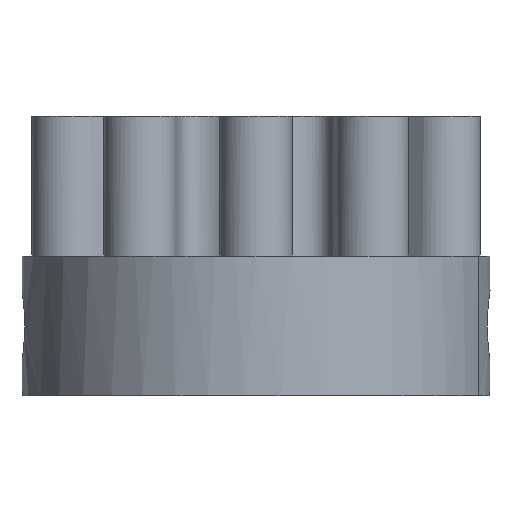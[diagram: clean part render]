
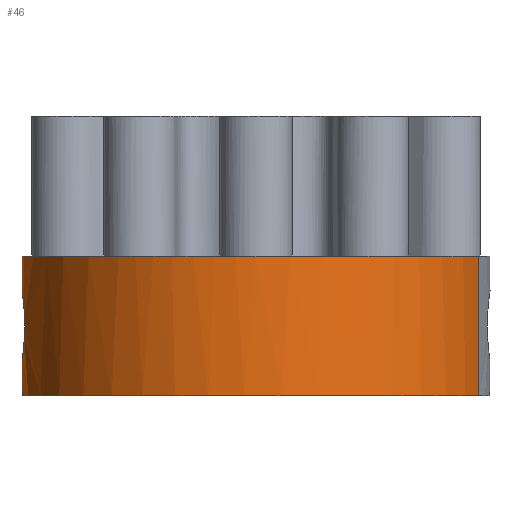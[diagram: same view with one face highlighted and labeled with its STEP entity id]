
A CAD part, front view. The second image highlights one B-rep face of the part: STEP entity #46.
In plain terms, the highlighted free-form (B-spline) face has degree [2, 1] with [5, 2] control points.
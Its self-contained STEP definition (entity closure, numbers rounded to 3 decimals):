
#27=FACE_BOUND('',#94,.T.);
#46=ADVANCED_FACE('',(#68,#27),#364,.T.);
#68=FACE_OUTER_BOUND('',#93,.T.);
#93=EDGE_LOOP('',(#176,#177,#178,#179,#180,#181,#182,#183));
#94=EDGE_LOOP('',(#184,#185));
#176=ORIENTED_EDGE('',*,*,#226,.T.);
#177=ORIENTED_EDGE('',*,*,#225,.T.);
#178=ORIENTED_EDGE('',*,*,#224,.T.);
#179=ORIENTED_EDGE('',*,*,#223,.T.);
#180=ORIENTED_EDGE('',*,*,#222,.T.);
#181=ORIENTED_EDGE('',*,*,#210,.T.);
#182=ORIENTED_EDGE('',*,*,#247,.F.);
#183=ORIENTED_EDGE('',*,*,#246,.F.);
#184=ORIENTED_EDGE('',*,*,#234,.T.);
#185=ORIENTED_EDGE('',*,*,#255,.T.);
#210=EDGE_CURVE('',#319,#316,#276,.T.);
#222=EDGE_CURVE('',#318,#319,#288,.T.);
#223=EDGE_CURVE('',#317,#318,#289,.T.);
#224=EDGE_CURVE('',#326,#317,#290,.T.);
#225=EDGE_CURVE('',#325,#326,#291,.T.);
#226=EDGE_CURVE('',#324,#325,#292,.T.);
#234=EDGE_CURVE('',#329,#342,#260,.T.);
#246=EDGE_CURVE('',#324,#337,#306,.T.);
#247=EDGE_CURVE('',#337,#316,#307,.T.);
#255=EDGE_CURVE('',#342,#329,#268,.T.);
#260=B_SPLINE_CURVE_WITH_KNOTS('',3,(#1813,#1814,#1815,#1816,#1817,#1818,
#1819,#1820,#1821,#1822,#1823,#1824,#1825,#1826,#1827,#1828,#1829,#1830,
#1831),.UNSPECIFIED.,.F.,.F.,(4,2,2,2,3,2,2,2,4),(0.,0.594,
1.187,1.781,2.375,2.969,3.562,
4.156,4.75),.UNSPECIFIED.);
#268=B_SPLINE_CURVE_WITH_KNOTS('',3,(#2144,#2145,#2146,#2147,#2148,#2149,
#2150,#2151,#2152,#2153,#2154,#2155,#2156,#2157,#2158,#2159,#2160,#2161,
#2162),.UNSPECIFIED.,.F.,.F.,(4,2,2,2,3,2,2,2,4),(4.75,5.344,
5.937,6.531,7.125,7.718,8.312,
8.905,9.499),.UNSPECIFIED.);
#276=(
BOUNDED_CURVE()
B_SPLINE_CURVE(1,(#1438,#1439),.UNSPECIFIED.,.F.,.F.)
B_SPLINE_CURVE_WITH_KNOTS((2,2),(0.,6.),.UNSPECIFIED.)
CURVE()
GEOMETRIC_REPRESENTATION_ITEM()
RATIONAL_B_SPLINE_CURVE((1.,1.))
REPRESENTATION_ITEM('')
);
#288=(
BOUNDED_CURVE()
B_SPLINE_CURVE(2,(#1770,#1771,#1772),.UNSPECIFIED.,.F.,.F.)
B_SPLINE_CURVE_WITH_KNOTS((3,3),(-5.399,0.),.UNSPECIFIED.)
CURVE()
GEOMETRIC_REPRESENTATION_ITEM()
RATIONAL_B_SPLINE_CURVE((1.,0.951,1.))
REPRESENTATION_ITEM('')
);
#289=(
BOUNDED_CURVE()
B_SPLINE_CURVE(2,(#1773,#1774,#1775),.UNSPECIFIED.,.F.,.F.)
B_SPLINE_CURVE_WITH_KNOTS((3,3),(-10.528,-5.399),
 .UNSPECIFIED.)
CURVE()
GEOMETRIC_REPRESENTATION_ITEM()
RATIONAL_B_SPLINE_CURVE((1.,0.951,1.))
REPRESENTATION_ITEM('')
);
#290=(
BOUNDED_CURVE()
B_SPLINE_CURVE(2,(#1776,#1777,#1778,#1779,#1780),.UNSPECIFIED.,.F.,.F.)
B_SPLINE_CURVE_WITH_KNOTS((3,2,3),(-16.132,-13.33,-10.528),
 .UNSPECIFIED.)
CURVE()
GEOMETRIC_REPRESENTATION_ITEM()
RATIONAL_B_SPLINE_CURVE((1.,0.988,1.,0.988,1.))
REPRESENTATION_ITEM('')
);
#291=(
BOUNDED_CURVE()
B_SPLINE_CURVE(2,(#1781,#1782,#1783),.UNSPECIFIED.,.F.,.F.)
B_SPLINE_CURVE_WITH_KNOTS((3,3),(-21.261,-16.132),
 .UNSPECIFIED.)
CURVE()
GEOMETRIC_REPRESENTATION_ITEM()
RATIONAL_B_SPLINE_CURVE((1.,0.951,1.))
REPRESENTATION_ITEM('')
);
#292=(
BOUNDED_CURVE()
B_SPLINE_CURVE(2,(#1784,#1785,#1786),.UNSPECIFIED.,.F.,.F.)
B_SPLINE_CURVE_WITH_KNOTS((3,3),(-26.66,-21.261),
 .UNSPECIFIED.)
CURVE()
GEOMETRIC_REPRESENTATION_ITEM()
RATIONAL_B_SPLINE_CURVE((1.,0.951,1.))
REPRESENTATION_ITEM('')
);
#306=(
BOUNDED_CURVE()
B_SPLINE_CURVE(1,(#2101,#2102),.UNSPECIFIED.,.F.,.F.)
B_SPLINE_CURVE_WITH_KNOTS((2,2),(0.,6.),.UNSPECIFIED.)
CURVE()
GEOMETRIC_REPRESENTATION_ITEM()
RATIONAL_B_SPLINE_CURVE((1.,1.))
REPRESENTATION_ITEM('')
);
#307=(
BOUNDED_CURVE()
B_SPLINE_CURVE(2,(#2103,#2104,#2105,#2106,#2107),.UNSPECIFIED.,.F.,.F.)
B_SPLINE_CURVE_WITH_KNOTS((3,2,3),(-26.66,-13.33,
0.),.UNSPECIFIED.)
CURVE()
GEOMETRIC_REPRESENTATION_ITEM()
RATIONAL_B_SPLINE_CURVE((1.,0.707,1.,0.707,1.))
REPRESENTATION_ITEM('')
);
#316=VERTEX_POINT('',#1216);
#317=VERTEX_POINT('',#1217);
#318=VERTEX_POINT('',#1218);
#319=VERTEX_POINT('',#1219);
#324=VERTEX_POINT('',#1224);
#325=VERTEX_POINT('',#1225);
#326=VERTEX_POINT('',#1226);
#329=VERTEX_POINT('',#1229);
#337=VERTEX_POINT('',#1237);
#342=VERTEX_POINT('',#1242);
#364=(
BOUNDED_SURFACE()
B_SPLINE_SURFACE(2,1,((#1174,#1175),(#1176,#1177),(#1178,#1179),(#1180,
#1181),(#1182,#1183)),.UNSPECIFIED.,.F.,.F.,.F.)
B_SPLINE_SURFACE_WITH_KNOTS((3,2,3),(2,2),(-26.66,-13.33,
0.),(0.,6.),.UNSPECIFIED.)
GEOMETRIC_REPRESENTATION_ITEM()
RATIONAL_B_SPLINE_SURFACE(((1.,1.),(0.707,0.707),
(1.,1.),(0.707,0.707),(1.,1.)))
REPRESENTATION_ITEM('')
SURFACE()
);
#1174=CARTESIAN_POINT('',(9.545,5.385,6.));
#1175=CARTESIAN_POINT('',(9.545,5.385,0.));
#1176=CARTESIAN_POINT('',(6.444,-4.16,6.));
#1177=CARTESIAN_POINT('',(6.444,-4.16,0.));
#1178=CARTESIAN_POINT('',(-3.101,-1.059,6.));
#1179=CARTESIAN_POINT('',(-3.101,-1.059,0.));
#1180=CARTESIAN_POINT('',(-12.646,2.043,6.));
#1181=CARTESIAN_POINT('',(-12.646,2.043,0.));
#1182=CARTESIAN_POINT('',(-9.545,11.587,6.));
#1183=CARTESIAN_POINT('',(-9.545,11.587,0.));
#1216=CARTESIAN_POINT('',(-9.545,11.587,0.));
#1217=CARTESIAN_POINT('',(-5.899,0.367,6.));
#1218=CARTESIAN_POINT('',(-9.545,5.385,6.));
#1219=CARTESIAN_POINT('',(-9.545,11.587,6.));
#1224=CARTESIAN_POINT('',(9.545,5.385,6.));
#1225=CARTESIAN_POINT('',(5.899,0.367,6.));
#1226=CARTESIAN_POINT('',(0.,-1.55,6.));
#1229=CARTESIAN_POINT('',(-9.923,9.986,3.));
#1237=CARTESIAN_POINT('',(9.545,5.385,0.));
#1242=CARTESIAN_POINT('',(-9.923,6.986,3.));
#1438=CARTESIAN_POINT('',(-9.545,11.587,6.));
#1439=CARTESIAN_POINT('',(-9.545,11.587,0.));
#1770=CARTESIAN_POINT('',(-9.545,5.385,6.));
#1771=CARTESIAN_POINT('',(-10.553,8.486,6.));
#1772=CARTESIAN_POINT('',(-9.545,11.587,6.));
#1773=CARTESIAN_POINT('',(-5.899,0.367,6.));
#1774=CARTESIAN_POINT('',(-8.537,2.283,6.));
#1775=CARTESIAN_POINT('',(-9.545,5.385,6.));
#1776=CARTESIAN_POINT('',(0.,-1.55,6.));
#1777=CARTESIAN_POINT('',(-1.59,-1.55,6.));
#1778=CARTESIAN_POINT('',(-3.101,-1.059,6.));
#1779=CARTESIAN_POINT('',(-4.613,-0.568,6.));
#1780=CARTESIAN_POINT('',(-5.899,0.367,6.));
#1781=CARTESIAN_POINT('',(5.899,0.367,6.));
#1782=CARTESIAN_POINT('',(3.261,-1.55,6.));
#1783=CARTESIAN_POINT('',(0.,-1.55,6.));
#1784=CARTESIAN_POINT('',(9.545,5.385,6.));
#1785=CARTESIAN_POINT('',(8.537,2.283,6.));
#1786=CARTESIAN_POINT('',(5.899,0.367,6.));
#1813=CARTESIAN_POINT('',(-9.923,9.986,3.));
#1814=CARTESIAN_POINT('',(-9.923,9.986,3.197));
#1815=CARTESIAN_POINT('',(-9.93,9.947,3.393));
#1816=CARTESIAN_POINT('',(-9.951,9.796,3.756));
#1817=CARTESIAN_POINT('',(-9.965,9.686,3.922));
#1818=CARTESIAN_POINT('',(-9.995,9.408,4.2));
#1819=CARTESIAN_POINT('',(-10.009,9.243,4.31));
#1820=CARTESIAN_POINT('',(-10.03,8.879,4.461));
#1821=CARTESIAN_POINT('',(-10.036,8.684,4.5));
#1822=CARTESIAN_POINT('',(-10.036,8.486,4.5));
#1823=CARTESIAN_POINT('',(-10.036,8.289,4.5));
#1824=CARTESIAN_POINT('',(-10.03,8.094,4.461));
#1825=CARTESIAN_POINT('',(-10.009,7.73,4.31));
#1826=CARTESIAN_POINT('',(-9.995,7.565,4.2));
#1827=CARTESIAN_POINT('',(-9.965,7.286,3.922));
#1828=CARTESIAN_POINT('',(-9.951,7.176,3.756));
#1829=CARTESIAN_POINT('',(-9.93,7.025,3.393));
#1830=CARTESIAN_POINT('',(-9.923,6.986,3.197));
#1831=CARTESIAN_POINT('',(-9.923,6.986,3.));
#2101=CARTESIAN_POINT('',(9.545,5.385,6.));
#2102=CARTESIAN_POINT('',(9.545,5.385,0.));
#2103=CARTESIAN_POINT('',(9.545,5.385,0.));
#2104=CARTESIAN_POINT('',(6.444,-4.16,0.));
#2105=CARTESIAN_POINT('',(-3.101,-1.059,0.));
#2106=CARTESIAN_POINT('',(-12.646,2.043,0.));
#2107=CARTESIAN_POINT('',(-9.545,11.587,0.));
#2144=CARTESIAN_POINT('',(-9.923,6.986,3.));
#2145=CARTESIAN_POINT('',(-9.923,6.986,2.803));
#2146=CARTESIAN_POINT('',(-9.93,7.025,2.607));
#2147=CARTESIAN_POINT('',(-9.951,7.176,2.244));
#2148=CARTESIAN_POINT('',(-9.965,7.286,2.078));
#2149=CARTESIAN_POINT('',(-9.995,7.565,1.8));
#2150=CARTESIAN_POINT('',(-10.009,7.73,1.69));
#2151=CARTESIAN_POINT('',(-10.03,8.094,1.539));
#2152=CARTESIAN_POINT('',(-10.036,8.289,1.5));
#2153=CARTESIAN_POINT('',(-10.036,8.486,1.5));
#2154=CARTESIAN_POINT('',(-10.036,8.684,1.5));
#2155=CARTESIAN_POINT('',(-10.03,8.879,1.539));
#2156=CARTESIAN_POINT('',(-10.009,9.243,1.69));
#2157=CARTESIAN_POINT('',(-9.995,9.408,1.8));
#2158=CARTESIAN_POINT('',(-9.965,9.686,2.078));
#2159=CARTESIAN_POINT('',(-9.951,9.796,2.244));
#2160=CARTESIAN_POINT('',(-9.93,9.947,2.607));
#2161=CARTESIAN_POINT('',(-9.923,9.986,2.803));
#2162=CARTESIAN_POINT('',(-9.923,9.986,3.));
